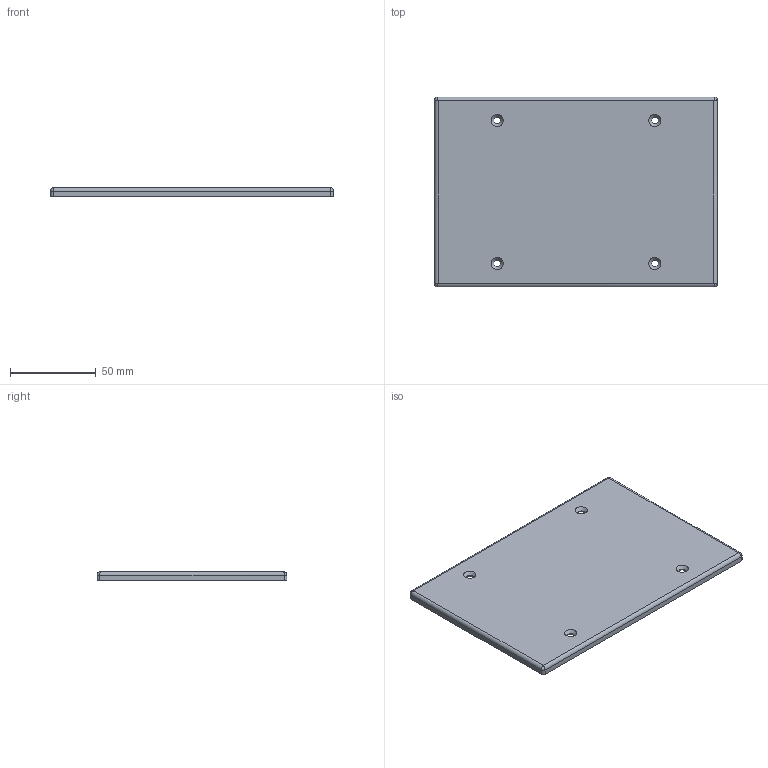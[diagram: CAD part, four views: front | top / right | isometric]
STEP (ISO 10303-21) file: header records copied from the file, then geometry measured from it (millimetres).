
FILE_DESCRIPTION(/* description */ (''),/* implementation_level */ '2;1');
FILE_NAME(/* name */ '07806-2.ipt.stp',/* time_stamp */ '2020-11-10T19:52:17+05:00',/* author */ ('kr'),/* organization */ (''),/* preprocessor_version */ 'ST-DEVELOPER v18',/* originating_system */ 'Autodesk Inventor 2020',/* authorisation */ '');
FILE_SCHEMA (('AUTOMOTIVE_DESIGN { 1 0 10303 214 3 1 1 }'));
Length unit declared in the file: inch
Products named in the file (1): 1FB
Bounding box: 165.1 x 110.79 x 5.08 mm (x, y, z)
Volume: 44703.4 mm3; surface area: 40123.3 mm2
Topology: 1 solids, 1 shells, 43 faces, 108 edges, 62 vertices
Faces by surface type: cylinder 20, plane 11, bspline 8, cone 4
Full cylindrical faces by diameter (mm): 3.962 x4
Entity records: 1469 total; most frequent: CARTESIAN_POINT 398, DIRECTION 228, ORIENTED_EDGE 204, EDGE_CURVE 102, AXIS2_PLACEMENT_3D 90, VERTEX_POINT 62, EDGE_LOOP 52, LINE 48
